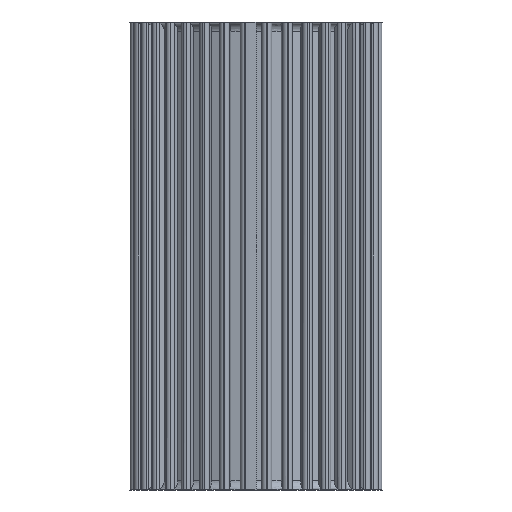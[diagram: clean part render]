
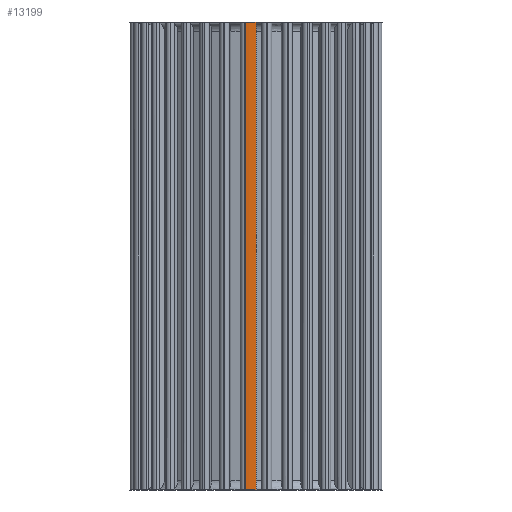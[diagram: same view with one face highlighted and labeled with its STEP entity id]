
A CAD part, front view. The second image highlights one B-rep face of the part: STEP entity #13199.
In plain terms, the highlighted cylindrical face has radius 10.8 mm (diameter 21.6 mm), a partial arc.
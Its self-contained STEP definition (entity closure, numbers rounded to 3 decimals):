
#4268=CARTESIAN_POINT('',(0.,-10.8,0.999));
#4269=VERTEX_POINT('',#4268);
#4308=CARTESIAN_POINT('',(-0.,-10.8,40.999));
#4309=VERTEX_POINT('',#4308);
#6658=CARTESIAN_POINT('',(-1.875,-10.636,0.999));
#6659=VERTEX_POINT('',#6658);
#6684=CARTESIAN_POINT('',(-1.875,-10.636,40.999));
#6685=VERTEX_POINT('',#6684);
#6715=CARTESIAN_POINT('',(0.,-10.8,40.999));
#6716=DIRECTION('',(0.,-0.,-1.));
#6717=VECTOR('',#6716,40.);
#6718=LINE('',#6715,#6717);
#6719=EDGE_CURVE('',#4309,#4269,#6718,.T.);
#8412=CARTESIAN_POINT('',(-0.965,-10.757,0.999));
#8413=VERTEX_POINT('',#8412);
#8430=CARTESIAN_POINT('',(-0.965,-10.757,40.998));
#8431=VERTEX_POINT('',#8430);
#8432=CARTESIAN_POINT('',(-0.965,-10.757,0.999));
#8433=DIRECTION('',(-0.,0.,1.));
#8434=VECTOR('',#8433,39.999);
#8435=LINE('',#8432,#8434);
#8436=EDGE_CURVE('',#8413,#8431,#8435,.T.);
#10881=CARTESIAN_POINT('',(-0.,-0.,40.999));
#10882=DIRECTION('',(0.,0.,1.));
#10883=DIRECTION('',(-0.174,-0.985,0.));
#10884=AXIS2_PLACEMENT_3D('',#10881,#10882,#10883);
#10885=CIRCLE('',#10884,10.8);
#10886=EDGE_CURVE('',#6685,#4309,#10885,.T.);
#11588=CARTESIAN_POINT('',(-0.965,-10.757,40.998));
#11589=CARTESIAN_POINT('',(-1.27,-10.729,40.999));
#11590=CARTESIAN_POINT('',(-1.574,-10.689,40.999));
#11591=CARTESIAN_POINT('',(-1.875,-10.636,40.999));
#11592=B_SPLINE_CURVE_WITH_KNOTS('',3,(#11588,#11589,#11590,#11591),.UNSPECIFIED.,.F.,.F.,(4,4),(0.,0.001),.UNSPECIFIED.);
#11593=EDGE_CURVE('',#8431,#6685,#11592,.T.);
#12745=CARTESIAN_POINT('',(-1.875,-10.636,0.999));
#12746=CARTESIAN_POINT('',(-1.574,-10.689,0.999));
#12747=CARTESIAN_POINT('',(-1.27,-10.729,0.999));
#12748=CARTESIAN_POINT('',(-0.965,-10.757,0.999));
#12749=B_SPLINE_CURVE_WITH_KNOTS('',3,(#12745,#12746,#12747,#12748),.UNSPECIFIED.,.F.,.F.,(4,4),(0.,0.001),.UNSPECIFIED.);
#12750=EDGE_CURVE('',#6659,#8413,#12749,.T.);
#13039=CARTESIAN_POINT('',(0.,-0.,0.999));
#13040=DIRECTION('',(-0.,0.,-1.));
#13041=DIRECTION('',(-0.174,-0.985,0.));
#13042=AXIS2_PLACEMENT_3D('',#13039,#13040,#13041);
#13043=CIRCLE('',#13042,10.8);
#13044=EDGE_CURVE('',#4269,#6659,#13043,.T.);
#13186=CARTESIAN_POINT('',(0.,0.,-6.001));
#13187=DIRECTION('',(-0.,0.,1.));
#13188=DIRECTION('',(0.,-1.,0.));
#13189=AXIS2_PLACEMENT_3D('',#13186,#13187,#13188);
#13190=CYLINDRICAL_SURFACE('',#13189,10.8);
#13191=ORIENTED_EDGE('',*,*,#6719,.F.);
#13192=ORIENTED_EDGE('',*,*,#10886,.F.);
#13193=ORIENTED_EDGE('',*,*,#11593,.F.);
#13194=ORIENTED_EDGE('',*,*,#8436,.F.);
#13195=ORIENTED_EDGE('',*,*,#12750,.F.);
#13196=ORIENTED_EDGE('',*,*,#13044,.F.);
#13197=EDGE_LOOP('',(#13191,#13192,#13193,#13194,#13195,#13196));
#13198=FACE_BOUND('',#13197,.T.);
#13199=ADVANCED_FACE('',(#13198),#13190,.T.);
